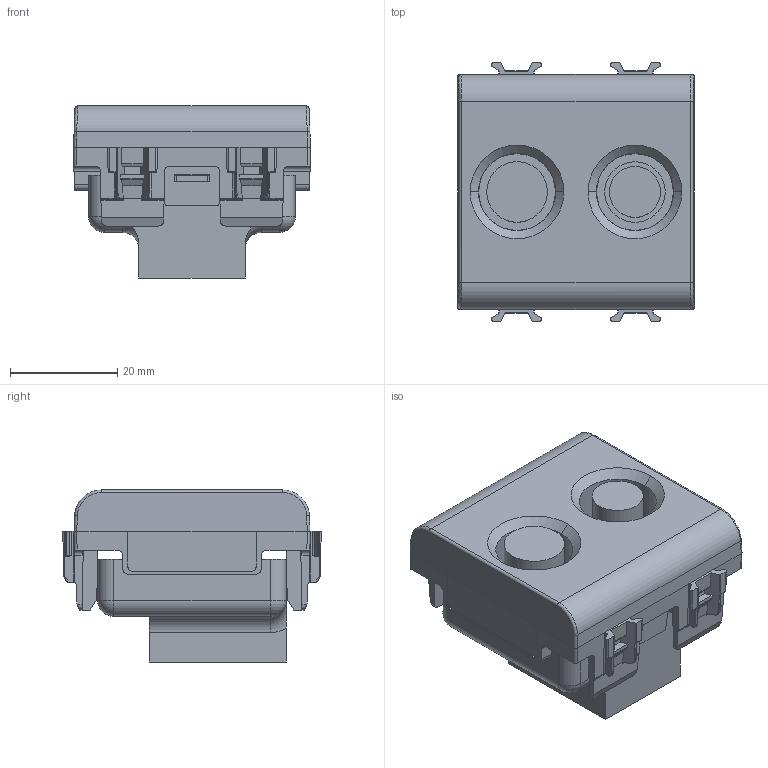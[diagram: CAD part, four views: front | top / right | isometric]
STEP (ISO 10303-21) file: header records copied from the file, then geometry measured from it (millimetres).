
FILE_DESCRIPTION(('CATIA V5 STEP Exchange','CAx-IF Rec.Pracs.--- Model Styling and Organization---1.4--- 2014-01-23'),'2;1');
FILE_NAME('GW10381.stp','2024-02-06T13:24:53+00:00',('none'),('none'),'CATIA Version 5-6 Release 2019 SP6','CATIA V5 STEP AP214 v1','none');
FILE_SCHEMA(('AUTOMOTIVE_DESIGN { 1 0 10303 214 1 1 1 1 }'));
Length unit declared in the file: millimetre
Products named in the file (1): GW10381
Bounding box: 44.2 x 48.25 x 32.1 mm (x, y, z)
Volume: 41345.3 mm3; surface area: 12709.7 mm2
Topology: 1 solids, 1 shells, 512 faces, 1411 edges, 884 vertices
Faces by surface type: plane 263, cylinder 171, bspline 52, sphere 20, cone 4, torus 2
Entity records: 18475 total; most frequent: CARTESIAN_POINT 6825, ORIENTED_EDGE 2782, DIRECTION 1550, EDGE_CURVE 1391, VERTEX_POINT 884, VECTOR 815, LINE 815, EDGE_LOOP 523
